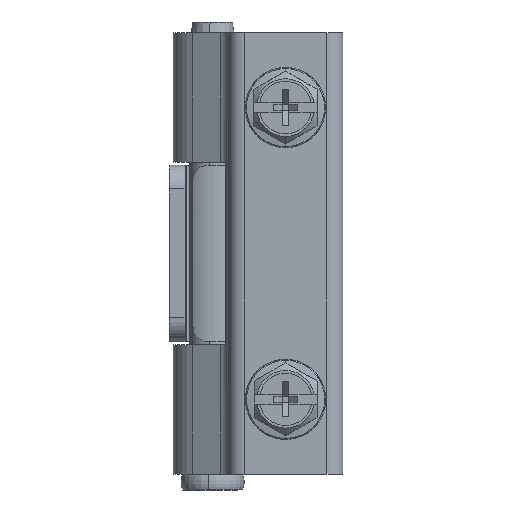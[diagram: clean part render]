
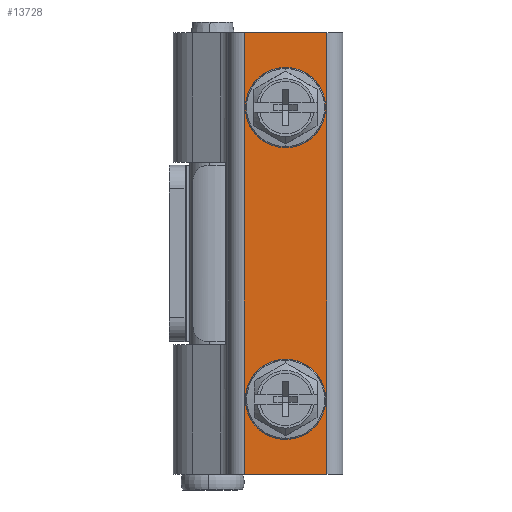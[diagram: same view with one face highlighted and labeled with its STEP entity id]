
A CAD part, front view. The second image highlights one B-rep face of the part: STEP entity #13728.
In plain terms, the highlighted planar face has unit normal (0, -1, 0).
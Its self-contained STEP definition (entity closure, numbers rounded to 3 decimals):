
#17 = DIRECTION ( 'NONE',  ( 0., 1., 0. ) ) ;
#323 = DIRECTION ( 'NONE',  ( 0., 0., 1. ) ) ;
#479 = ORIENTED_EDGE ( 'NONE', *, *, #13794, .F. ) ;
#796 = EDGE_CURVE ( 'NONE', #12399, #13913, #5818, .T. ) ;
#992 = EDGE_LOOP ( 'NONE', ( #2826, #12599 ) ) ;
#1255 = VECTOR ( 'NONE', #3334, 1000. ) ;
#1440 = DIRECTION ( 'NONE',  ( 0., 0., 1. ) ) ;
#1634 = CARTESIAN_POINT ( 'NONE',  ( 9.243, -20., 46.5 ) ) ;
#2019 = CARTESIAN_POINT ( 'NONE',  ( 9.243, -20., 44.4 ) ) ;
#2137 = VERTEX_POINT ( 'NONE', #9888 ) ;
#2621 = DIRECTION ( 'NONE',  ( 0., 1., 0. ) ) ;
#2826 = ORIENTED_EDGE ( 'NONE', *, *, #5323, .T. ) ;
#3248 = FACE_BOUND ( 'NONE', #11335, .T. ) ;
#3294 = DIRECTION ( 'NONE',  ( 0., 1., 0. ) ) ;
#3324 = FACE_BOUND ( 'NONE', #992, .T. ) ;
#3334 = DIRECTION ( 'NONE',  ( 0., 0., -1. ) ) ;
#3493 = VERTEX_POINT ( 'NONE', #2019 ) ;
#3580 = VECTOR ( 'NONE', #12957, 1000. ) ;
#3715 = AXIS2_PLACEMENT_3D ( 'NONE', #10641, #17, #8531 ) ;
#3929 = ORIENTED_EDGE ( 'NONE', *, *, #796, .T. ) ;
#3943 = CARTESIAN_POINT ( 'NONE',  ( 9.253, -20., 9.5 ) ) ;
#4221 = AXIS2_PLACEMENT_3D ( 'NONE', #7004, #15183, #6915 ) ;
#4555 = ORIENTED_EDGE ( 'NONE', *, *, #11390, .T. ) ;
#4563 = EDGE_CURVE ( 'NONE', #6936, #2137, #12085, .T. ) ;
#4731 = VERTEX_POINT ( 'NONE', #10271 ) ;
#5323 = EDGE_CURVE ( 'NONE', #14246, #3493, #6473, .T. ) ;
#5510 = VECTOR ( 'NONE', #5627, 1000. ) ;
#5627 = DIRECTION ( 'NONE',  ( 1., 0., 0. ) ) ;
#5739 = CIRCLE ( 'NONE', #11226, 2.1 ) ;
#5818 = LINE ( 'NONE', #6951, #3580 ) ;
#5934 = CIRCLE ( 'NONE', #10938, 2.1 ) ;
#6473 = CIRCLE ( 'NONE', #10704, 2.1 ) ;
#6733 = CARTESIAN_POINT ( 'NONE',  ( 9.253, -20., 9.5 ) ) ;
#6884 = DIRECTION ( 'NONE',  ( 0., 0., 1. ) ) ;
#6915 = DIRECTION ( 'NONE',  ( 0., 0., 1. ) ) ;
#6936 = VERTEX_POINT ( 'NONE', #7950 ) ;
#6951 = CARTESIAN_POINT ( 'NONE',  ( 14.493, -20., 0. ) ) ;
#7004 = CARTESIAN_POINT ( 'NONE',  ( 14.493, -20., 56. ) ) ;
#7462 = VECTOR ( 'NONE', #12857, 1000. ) ;
#7950 = CARTESIAN_POINT ( 'NONE',  ( 4.013, -20., 56. ) ) ;
#8015 = CARTESIAN_POINT ( 'NONE',  ( 14.493, -20., 56. ) ) ;
#8238 = ORIENTED_EDGE ( 'NONE', *, *, #9209, .T. ) ;
#8531 = DIRECTION ( 'NONE',  ( 0., 0., 1. ) ) ;
#8670 = DIRECTION ( 'NONE',  ( 0., 1., 0. ) ) ;
#9113 = LINE ( 'NONE', #14032, #1255 ) ;
#9176 = LINE ( 'NONE', #8015, #7462 ) ;
#9209 = EDGE_CURVE ( 'NONE', #4731, #14754, #5934, .T. ) ;
#9888 = CARTESIAN_POINT ( 'NONE',  ( 14.493, -20., 56. ) ) ;
#10271 = CARTESIAN_POINT ( 'NONE',  ( 9.253, -20., 11.6 ) ) ;
#10439 = CIRCLE ( 'NONE', #3715, 2.1 ) ;
#10516 = PLANE ( 'NONE',  #4221 ) ;
#10641 = CARTESIAN_POINT ( 'NONE',  ( 9.243, -20., 46.5 ) ) ;
#10704 = AXIS2_PLACEMENT_3D ( 'NONE', #1634, #8670, #323 ) ;
#10771 = ORIENTED_EDGE ( 'NONE', *, *, #15017, .T. ) ;
#10938 = AXIS2_PLACEMENT_3D ( 'NONE', #3943, #2621, #1440 ) ;
#11134 = CARTESIAN_POINT ( 'NONE',  ( 14.493, -20., 0. ) ) ;
#11226 = AXIS2_PLACEMENT_3D ( 'NONE', #6733, #3294, #6884 ) ;
#11335 = EDGE_LOOP ( 'NONE', ( #8238, #10771 ) ) ;
#11345 = ORIENTED_EDGE ( 'NONE', *, *, #4563, .F. ) ;
#11390 = EDGE_CURVE ( 'NONE', #6936, #12399, #9113, .T. ) ;
#11761 = EDGE_LOOP ( 'NONE', ( #3929, #479, #11345, #4555 ) ) ;
#12085 = LINE ( 'NONE', #12728, #5510 ) ;
#12399 = VERTEX_POINT ( 'NONE', #15198 ) ;
#12599 = ORIENTED_EDGE ( 'NONE', *, *, #14097, .T. ) ;
#12728 = CARTESIAN_POINT ( 'NONE',  ( 14.493, -20., 56. ) ) ;
#12857 = DIRECTION ( 'NONE',  ( 0., 0., -1. ) ) ;
#12957 = DIRECTION ( 'NONE',  ( 1., 0., 0. ) ) ;
#13728 = ADVANCED_FACE ( 'NONE', ( #3324, #3248, #15105 ), #10516, .F. ) ;
#13794 = EDGE_CURVE ( 'NONE', #2137, #13913, #9176, .T. ) ;
#13913 = VERTEX_POINT ( 'NONE', #11134 ) ;
#14032 = CARTESIAN_POINT ( 'NONE',  ( 4.013, -20., 56. ) ) ;
#14097 = EDGE_CURVE ( 'NONE', #3493, #14246, #10439, .T. ) ;
#14246 = VERTEX_POINT ( 'NONE', #14772 ) ;
#14754 = VERTEX_POINT ( 'NONE', #14846 ) ;
#14772 = CARTESIAN_POINT ( 'NONE',  ( 9.243, -20., 48.6 ) ) ;
#14846 = CARTESIAN_POINT ( 'NONE',  ( 9.253, -20., 7.4 ) ) ;
#15017 = EDGE_CURVE ( 'NONE', #14754, #4731, #5739, .T. ) ;
#15105 = FACE_OUTER_BOUND ( 'NONE', #11761, .T. ) ;
#15183 = DIRECTION ( 'NONE',  ( 0., 1., 0. ) ) ;
#15198 = CARTESIAN_POINT ( 'NONE',  ( 4.013, -20., 0. ) ) ;
